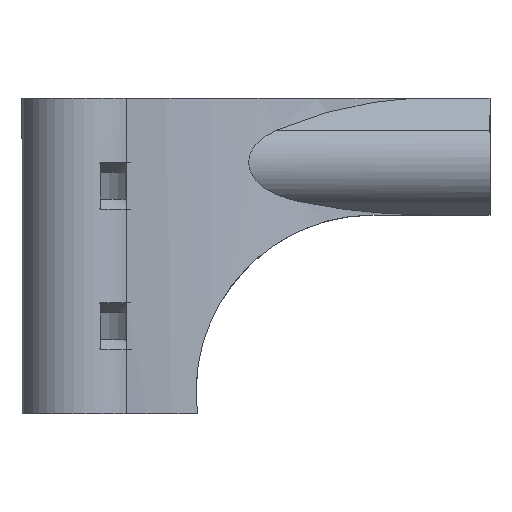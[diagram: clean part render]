
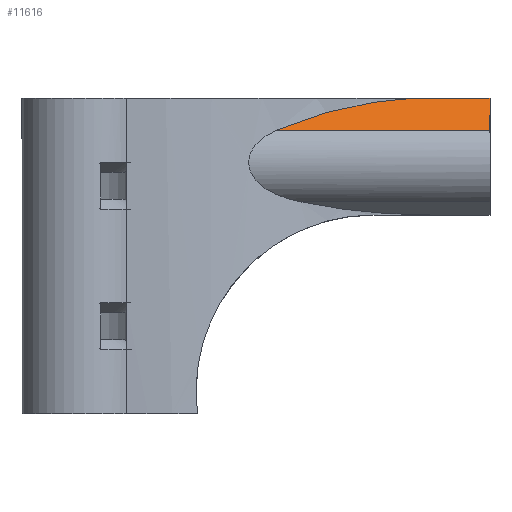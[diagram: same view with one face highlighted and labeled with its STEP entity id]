
A CAD part, left-side view. The second image highlights one B-rep face of the part: STEP entity #11616.
In plain terms, the highlighted planar face has unit normal (-0.707, 0, 0.707).
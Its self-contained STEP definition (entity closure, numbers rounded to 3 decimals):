
#901 = PLANE('',#902);
#902 = AXIS2_PLACEMENT_3D('',#903,#904,#905);
#903 = CARTESIAN_POINT('',(0.,70.,54.));
#904 = DIRECTION('',(0.,0.,1.));
#905 = DIRECTION('',(1.,0.,0.));
#1983 = VERTEX_POINT('',#1984);
#1984 = CARTESIAN_POINT('',(-28.,10.,54.));
#1999 = CYLINDRICAL_SURFACE('',#2000,66.569);
#2000 = AXIS2_PLACEMENT_3D('',#2001,#2002,#2003);
#2001 = CARTESIAN_POINT('',(-94.569,10.,0.));
#2002 = DIRECTION('',(0.,0.,-1.));
#2003 = DIRECTION('',(1.,0.,0.));
#2011 = EDGE_CURVE('',#2012,#1983,#2014,.T.);
#2012 = VERTEX_POINT('',#2013);
#2013 = CARTESIAN_POINT('',(-28.,0.,54.));
#2014 = SURFACE_CURVE('',#2015,(#2019,#2026),.PCURVE_S1.);
#2015 = LINE('',#2016,#2017);
#2016 = CARTESIAN_POINT('',(-28.,0.,54.));
#2017 = VECTOR('',#2018,1.);
#2018 = DIRECTION('',(0.,1.,0.));
#2019 = PCURVE('',#901,#2020);
#2020 = DEFINITIONAL_REPRESENTATION('',(#2021),#2025);
#2021 = LINE('',#2022,#2023);
#2022 = CARTESIAN_POINT('',(-28.,-70.));
#2023 = VECTOR('',#2024,1.);
#2024 = DIRECTION('',(0.,1.));
#2025 = ( GEOMETRIC_REPRESENTATION_CONTEXT(2) 
PARAMETRIC_REPRESENTATION_CONTEXT() REPRESENTATION_CONTEXT('2D SPACE',''
  ) );
#2026 = PCURVE('',#2027,#2032);
#2027 = PLANE('',#2028);
#2028 = AXIS2_PLACEMENT_3D('',#2029,#2030,#2031);
#2029 = CARTESIAN_POINT('',(-33.5,0.,
    48.5));
#2030 = DIRECTION('',(0.707,0.,-0.707));
#2031 = DIRECTION('',(0.707,0.,0.707)
  );
#2032 = DEFINITIONAL_REPRESENTATION('',(#2033),#2037);
#2033 = LINE('',#2034,#2035);
#2034 = CARTESIAN_POINT('',(7.778,0.));
#2035 = VECTOR('',#2036,1.);
#2036 = DIRECTION('',(0.,-1.));
#2037 = ( GEOMETRIC_REPRESENTATION_CONTEXT(2) 
PARAMETRIC_REPRESENTATION_CONTEXT() REPRESENTATION_CONTEXT('2D SPACE',''
  ) );
#9685 = CYLINDRICAL_SURFACE('',#9686,7.778);
#9686 = AXIS2_PLACEMENT_3D('',#9687,#9688,#9689);
#9687 = CARTESIAN_POINT('',(-28.,0.,43.));
#9688 = DIRECTION('',(0.,-1.,0.));
#9689 = DIRECTION('',(1.,0.,0.));
#10245 = VERTEX_POINT('',#10246);
#10246 = CARTESIAN_POINT('',(-33.5,36.495,
    48.5));
#10660 = EDGE_CURVE('',#10245,#1983,#10661,.T.);
#10661 = SURFACE_CURVE('',#10662,(#10667,#10680),.PCURVE_S1.);
#10662 = ELLIPSE('',#10663,94.143,66.569);
#10663 = AXIS2_PLACEMENT_3D('',#10664,#10665,#10666);
#10664 = CARTESIAN_POINT('',(-94.569,10.,-12.569));
#10665 = DIRECTION('',(0.707,0.,-0.707));
#10666 = DIRECTION('',(-0.707,0.,-0.707));
#10667 = PCURVE('',#1999,#10668);
#10668 = DEFINITIONAL_REPRESENTATION('',(#10669),#10679);
#10669 = B_SPLINE_CURVE_WITH_KNOTS('',8,(#10670,#10671,#10672,#10673,
    #10674,#10675,#10676,#10677,#10678),.UNSPECIFIED.,.F.,.F.,(9,9),(
    2.712,3.142),.PIECEWISE_BEZIER_KNOTS.);
#10670 = CARTESIAN_POINT('',(-0.43,-47.95));
#10671 = CARTESIAN_POINT('',(-0.376,-49.439));
#10672 = CARTESIAN_POINT('',(-0.322,-50.729));
#10673 = CARTESIAN_POINT('',(-0.269,-51.812));
#10674 = CARTESIAN_POINT('',(-0.215,-52.685));
#10675 = CARTESIAN_POINT('',(-0.161,-53.342));
#10676 = CARTESIAN_POINT('',(-0.107,-53.781));
#10677 = CARTESIAN_POINT('',(-0.054,-54.));
#10678 = CARTESIAN_POINT('',(0.,-54.));
#10679 = ( GEOMETRIC_REPRESENTATION_CONTEXT(2) 
PARAMETRIC_REPRESENTATION_CONTEXT() REPRESENTATION_CONTEXT('2D SPACE',''
  ) );
#10680 = PCURVE('',#2027,#10681);
#10681 = DEFINITIONAL_REPRESENTATION('',(#10682),#10686);
#10682 = ELLIPSE('',#10683,94.143,66.569);
#10683 = AXIS2_PLACEMENT_2D('',#10684,#10685);
#10684 = CARTESIAN_POINT('',(-86.365,-10.));
#10685 = DIRECTION('',(-1.,0.));
#10686 = ( GEOMETRIC_REPRESENTATION_CONTEXT(2) 
PARAMETRIC_REPRESENTATION_CONTEXT() REPRESENTATION_CONTEXT('2D SPACE',''
  ) );
#11616 = ADVANCED_FACE('',(#11617),#2027,.F.);
#11617 = FACE_BOUND('',#11618,.F.);
#11618 = EDGE_LOOP('',(#11619,#11647,#11668,#11669));
#11619 = ORIENTED_EDGE('',*,*,#11620,.F.);
#11620 = EDGE_CURVE('',#11621,#2012,#11623,.T.);
#11621 = VERTEX_POINT('',#11622);
#11622 = CARTESIAN_POINT('',(-33.5,0.,
    48.5));
#11623 = SURFACE_CURVE('',#11624,(#11628,#11635),.PCURVE_S1.);
#11624 = LINE('',#11625,#11626);
#11625 = CARTESIAN_POINT('',(-33.5,0.,
    48.5));
#11626 = VECTOR('',#11627,1.);
#11627 = DIRECTION('',(0.707,0.,0.707
    ));
#11628 = PCURVE('',#2027,#11629);
#11629 = DEFINITIONAL_REPRESENTATION('',(#11630),#11634);
#11630 = LINE('',#11631,#11632);
#11631 = CARTESIAN_POINT('',(0.,0.));
#11632 = VECTOR('',#11633,1.);
#11633 = DIRECTION('',(1.,0.));
#11634 = ( GEOMETRIC_REPRESENTATION_CONTEXT(2) 
PARAMETRIC_REPRESENTATION_CONTEXT() REPRESENTATION_CONTEXT('2D SPACE',''
  ) );
#11635 = PCURVE('',#11636,#11641);
#11636 = PLANE('',#11637);
#11637 = AXIS2_PLACEMENT_3D('',#11638,#11639,#11640);
#11638 = CARTESIAN_POINT('',(-33.5,0.,
    48.5));
#11639 = DIRECTION('',(0.,-1.,0.));
#11640 = DIRECTION('',(0.,0.,-1.));
#11641 = DEFINITIONAL_REPRESENTATION('',(#11642),#11646);
#11642 = LINE('',#11643,#11644);
#11643 = CARTESIAN_POINT('',(0.,0.));
#11644 = VECTOR('',#11645,1.);
#11645 = DIRECTION('',(-0.707,0.707));
#11646 = ( GEOMETRIC_REPRESENTATION_CONTEXT(2) 
PARAMETRIC_REPRESENTATION_CONTEXT() REPRESENTATION_CONTEXT('2D SPACE',''
  ) );
#11647 = ORIENTED_EDGE('',*,*,#11648,.T.);
#11648 = EDGE_CURVE('',#11621,#10245,#11649,.T.);
#11649 = SURFACE_CURVE('',#11650,(#11654,#11661),.PCURVE_S1.);
#11650 = LINE('',#11651,#11652);
#11651 = CARTESIAN_POINT('',(-33.5,0.,
    48.5));
#11652 = VECTOR('',#11653,1.);
#11653 = DIRECTION('',(0.,1.,0.));
#11654 = PCURVE('',#2027,#11655);
#11655 = DEFINITIONAL_REPRESENTATION('',(#11656),#11660);
#11656 = LINE('',#11657,#11658);
#11657 = CARTESIAN_POINT('',(0.,0.));
#11658 = VECTOR('',#11659,1.);
#11659 = DIRECTION('',(0.,-1.));
#11660 = ( GEOMETRIC_REPRESENTATION_CONTEXT(2) 
PARAMETRIC_REPRESENTATION_CONTEXT() REPRESENTATION_CONTEXT('2D SPACE',''
  ) );
#11661 = PCURVE('',#9685,#11662);
#11662 = DEFINITIONAL_REPRESENTATION('',(#11663),#11667);
#11663 = LINE('',#11664,#11665);
#11664 = CARTESIAN_POINT('',(2.356,0.));
#11665 = VECTOR('',#11666,1.);
#11666 = DIRECTION('',(0.,-1.));
#11667 = ( GEOMETRIC_REPRESENTATION_CONTEXT(2) 
PARAMETRIC_REPRESENTATION_CONTEXT() REPRESENTATION_CONTEXT('2D SPACE',''
  ) );
#11668 = ORIENTED_EDGE('',*,*,#10660,.T.);
#11669 = ORIENTED_EDGE('',*,*,#2011,.F.);
